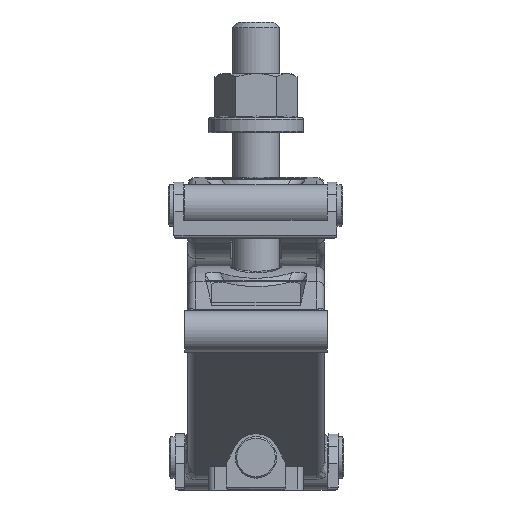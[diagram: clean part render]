
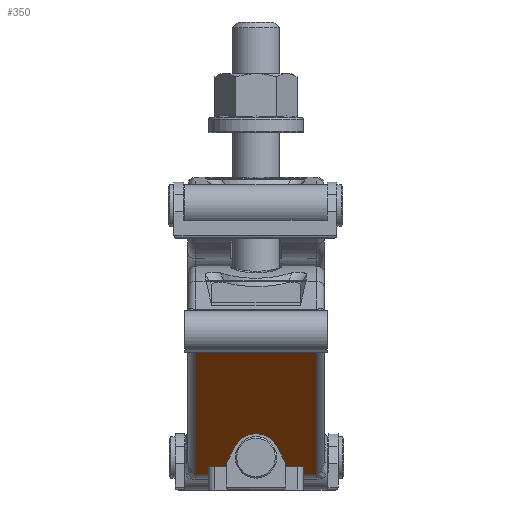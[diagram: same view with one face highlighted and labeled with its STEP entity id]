
A CAD part, left-side view. The second image highlights one B-rep face of the part: STEP entity #350.
In plain terms, the highlighted planar face has unit normal (-0.609, 0, -0.793).
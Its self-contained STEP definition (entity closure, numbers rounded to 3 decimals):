
#350 = ADVANCED_FACE( '', ( #592 ), #593, .T. );
#592 = FACE_OUTER_BOUND( '', #2113, .T. );
#593 = PLANE( '', #2114 );
#2113 = EDGE_LOOP( '', ( #2987, #2988, #2989, #2990 ) );
#2114 = AXIS2_PLACEMENT_3D( '', #2991, #2992, #2993 );
#2987 = ORIENTED_EDGE( '', *, *, #3828, .T. );
#2988 = ORIENTED_EDGE( '', *, *, #3830, .T. );
#2989 = ORIENTED_EDGE( '', *, *, #3794, .T. );
#2990 = ORIENTED_EDGE( '', *, *, #3711, .T. );
#2991 = CARTESIAN_POINT( '', ( -5.285, -23., 4.45 ) );
#2992 = DIRECTION( '', ( -0.609, 0., -0.793 ) );
#2993 = DIRECTION( '', ( -0.793, 0., 0.609 ) );
#3711 = EDGE_CURVE( '', #4129, #4130, #4131, .T. );
#3794 = EDGE_CURVE( '', #4268, #4129, #4269, .T. );
#3828 = EDGE_CURVE( '', #4130, #4313, #4319, .F. );
#3830 = EDGE_CURVE( '', #4313, #4268, #4321, .F. );
#4129 = VERTEX_POINT( '', #5211 );
#4130 = VERTEX_POINT( '', #5212 );
#4131 = LINE( '', #5213, #5214 );
#4268 = VERTEX_POINT( '', #5854 );
#4269 = LINE( '', #5855, #5856 );
#4313 = VERTEX_POINT( '', #6227 );
#4319 = LINE( '', #6278, #6279 );
#4321 = LINE( '', #6298, #6299 );
#5211 = CARTESIAN_POINT( '', ( -62.593, -20.5, 48.425 ) );
#5212 = CARTESIAN_POINT( '', ( -62.593, 20.5, 48.425 ) );
#5213 = CARTESIAN_POINT( '', ( -62.593, -23., 48.425 ) );
#5214 = VECTOR( '', #7078, 1000. );
#5854 = CARTESIAN_POINT( '', ( -6.233, -20.5, 5.178 ) );
#5855 = CARTESIAN_POINT( '', ( -62.593, -20.5, 48.425 ) );
#5856 = VECTOR( '', #7191, 1000. );
#6227 = CARTESIAN_POINT( '', ( -6.233, 20.5, 5.178 ) );
#6278 = CARTESIAN_POINT( '', ( -5.285, 20.5, 4.45 ) );
#6279 = VECTOR( '', #7249, 1000. );
#6298 = CARTESIAN_POINT( '', ( -6.233, -23., 5.178 ) );
#6299 = VECTOR( '', #7250, 1000. );
#7078 = DIRECTION( '', ( 0., 1., 0. ) );
#7191 = DIRECTION( '', ( -0.793, 0., 0.609 ) );
#7249 = DIRECTION( '', ( -0.793, 0., 0.609 ) );
#7250 = DIRECTION( '', ( 0., 1., 0. ) );
